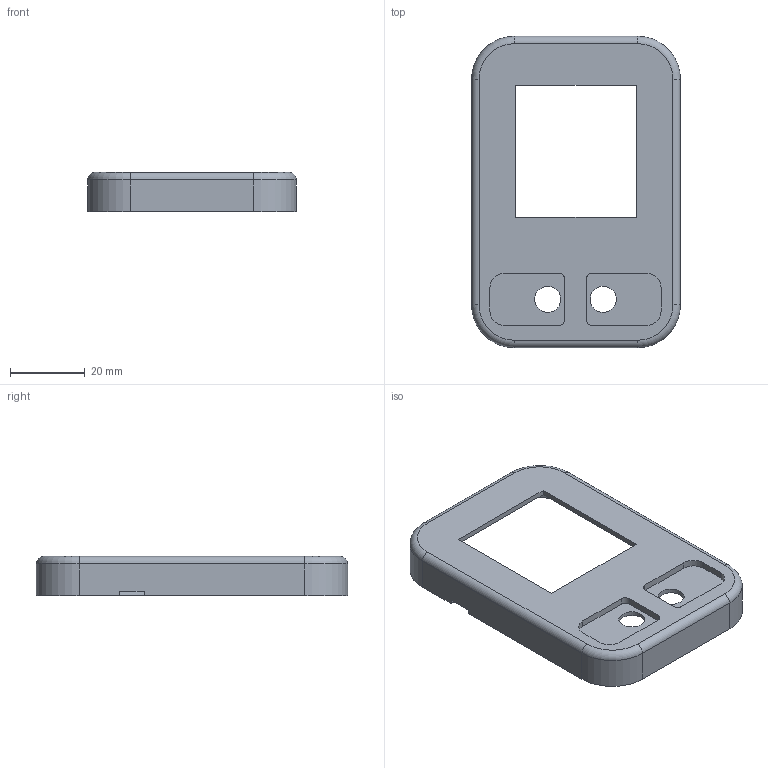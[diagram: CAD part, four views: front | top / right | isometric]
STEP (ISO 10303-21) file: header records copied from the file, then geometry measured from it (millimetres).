
FILE_DESCRIPTION(('FreeCAD Model'),'2;1');
FILE_NAME('Open CASCADE Shape Model','2025-11-05T16:20:24',(''),(''), 'Open CASCADE STEP processor 7.8','FreeCAD','Unknown');
FILE_SCHEMA(('AUTOMOTIVE_DESIGN { 1 0 10303 214 1 1 1 1 }'));
Length unit declared in the file: millimetre
Products named in the file (1): top
Bounding box: 56 x 83.5 x 10.5 mm (x, y, z)
Volume: 11986.9 mm3; surface area: 11845.2 mm2
Topology: 1 solids, 1 shells, 70 faces, 184 edges, 120 vertices
Faces by surface type: plane 39, cylinder 23, cone 4, torus 4
Full cylindrical faces by diameter (mm): 7 x2
Entity records: 2190 total; most frequent: CARTESIAN_POINT 383, DIRECTION 376, ORIENTED_EDGE 368, EDGE_CURVE 184, AXIS2_PLACEMENT_3D 129, VERTEX_POINT 120, LINE 118, VECTOR 118
